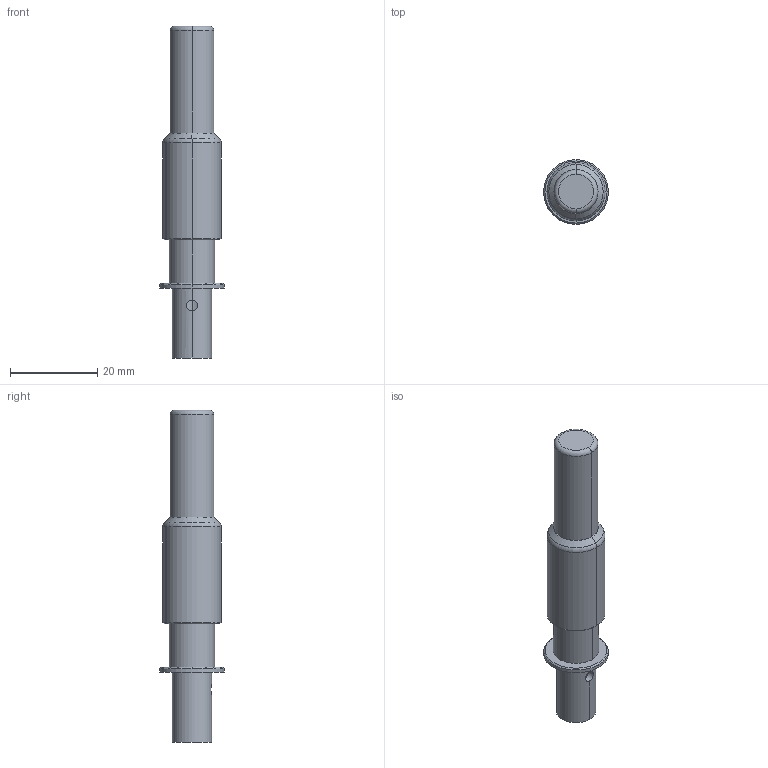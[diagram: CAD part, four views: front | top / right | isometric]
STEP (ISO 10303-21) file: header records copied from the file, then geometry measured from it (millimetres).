
FILE_DESCRIPTION((''),'2;1');
FILE_NAME('SL-1CKP020_1607912','2013-10-22T',('vbengel'),(''),'PRO/ENGINEER BY PARAMETRIC TECHNOLOGY CORPORATION, 2012480','PRO/ENGINEER BY PARAMETRIC TECHNOLOGY CORPORATION, 2012480','');
FILE_SCHEMA(('AUTOMOTIVE_DESIGN { 1 0 10303 214 1 1 1 1 }'));
Length unit declared in the file: millimetre
Products named in the file (1): SL-1CKP020_1607912
Bounding box: 14.8 x 14.8 x 75.9 mm (x, y, z)
Volume: 6900.5 mm3; surface area: 3250.2 mm2
Topology: 1 solids, 1 shells, 33 faces, 72 edges, 44 vertices
Faces by surface type: cylinder 14, cone 8, plane 7, torus 4
Entity records: 1109 total; most frequent: CARTESIAN_POINT 207, DIRECTION 170, ORIENTED_EDGE 144, AXIS2_PLACEMENT_3D 73, EDGE_CURVE 72, VERTEX_POINT 44, CIRCLE 40, EDGE_LOOP 38
